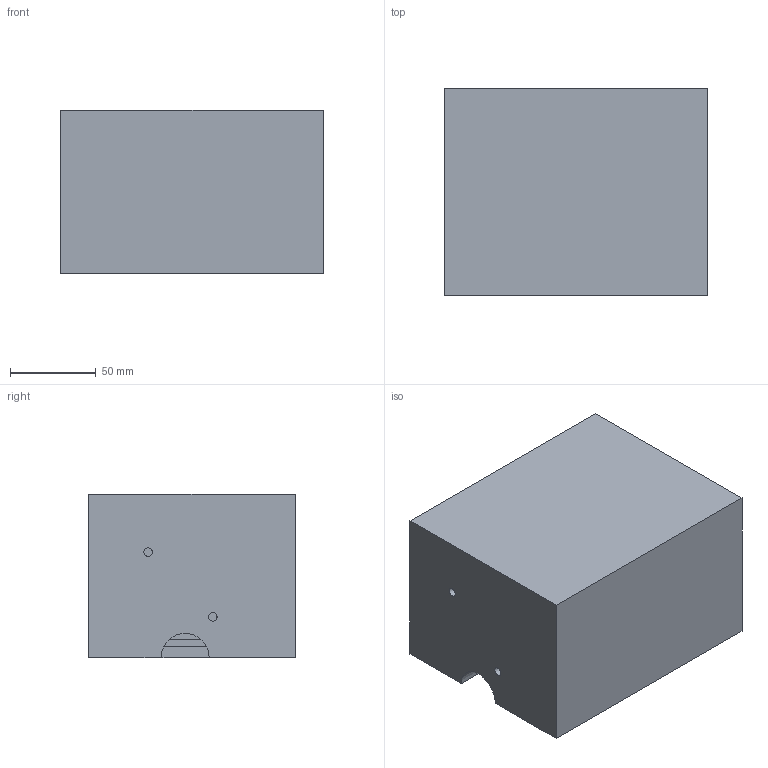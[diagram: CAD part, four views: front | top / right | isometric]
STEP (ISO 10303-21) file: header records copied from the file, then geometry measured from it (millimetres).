
FILE_DESCRIPTION(('FreeCAD Model'),'2;1');
FILE_NAME('Open CASCADE Shape Model','2025-01-21T14:57:18',(''),(''), 'Open CASCADE STEP processor 7.6','FreeCAD','Unknown');
FILE_SCHEMA(('AUTOMOTIVE_DESIGN { 1 0 10303 214 1 1 1 1 }'));
Length unit declared in the file: millimetre
Products named in the file (8): Unnamed4; Mirror; Box; test; Grating; PZT; Upper Plate; Lower Plate
Assembly tree (7 placements, depth 2):
  Unnamed4
    Mirror
    Box
    test
    Grating
    PZT
    Upper Plate
    Lower Plate
Bounding box: 153.1 x 120.4 x 95 mm (x, y, z)
Volume: 797044.6 mm3; surface area: 150644.7 mm2
Topology: 7 solids, 7 shells, 119 faces, 294 edges, 191 vertices
Faces by surface type: plane 95, cylinder 24
Full cylindrical faces by diameter (mm): 3.454 x1, 5 x2, 6.604 x1, 25.8 x1
Entity records: 7462 total; most frequent: CARTESIAN_POINT 1352, DIRECTION 1082, LINE 694, VECTOR 694, ORIENTED_EDGE 588, PCURVE 588, DEFINITIONAL_REPRESENTATION 588, EDGE_CURVE 294
